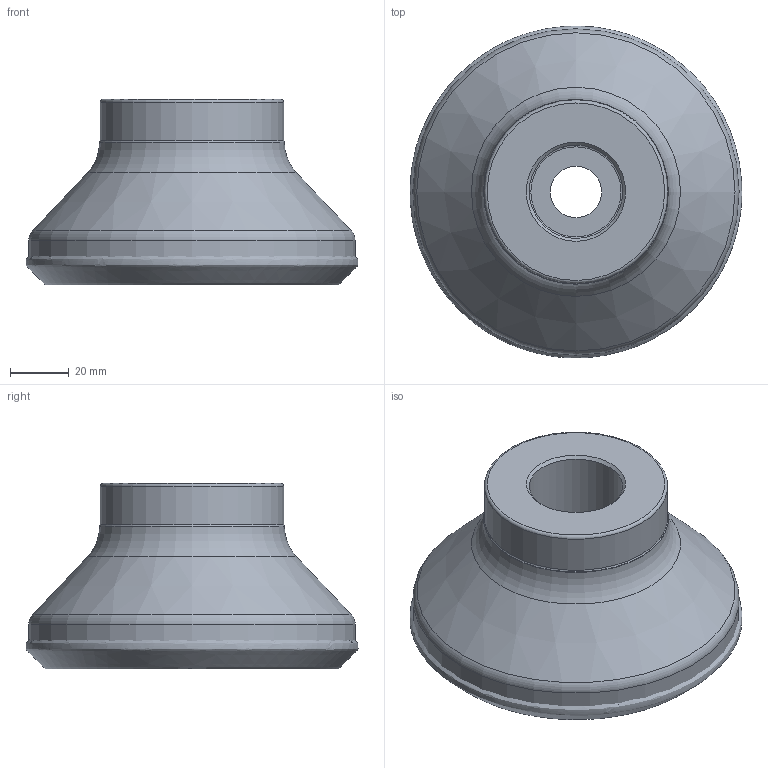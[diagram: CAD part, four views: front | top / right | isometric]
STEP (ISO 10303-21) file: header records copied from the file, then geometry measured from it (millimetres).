
FILE_DESCRIPTION(/* description */ (''),/* implementation_level */ '2;1');
FILE_NAME(/* name */ 'toolassembly_1.stp',/* time_stamp */ '2019-05-02T16:36:21+02:00',/* author */ (''),/* organization */ ('SMS'),/* preprocessor_version */ 'ST-DEVELOPER v15',/* originating_system */ 'SIEMENS PLM Software NX 8.5',/* authorisation */ '');
FILE_SCHEMA (('AUTOMOTIVE_DESIGN { 1 0 10303 214 3 1 1 1 }'));
Length unit declared in the file: millimetre
Products named in the file (4): CUT_20190502163531; NOCUT_20190502163506; ASSEMBLY_CONSTRUCTION; TOOLASSEMBLY_1
Assembly tree (3 placements, depth 2):
  TOOLASSEMBLY_1
    ASSEMBLY_CONSTRUCTION
    NOCUT_20190502163506
    CUT_20190502163531
Bounding box: 112.89 x 112.93 x 63.01 mm (x, y, z)
Volume: 327041.8 mm3; surface area: 50420.3 mm2
Topology: 2 solids, 2 shells, 35 faces, 76 edges, 62 vertices
Faces by surface type: torus 14, cone 8, cylinder 7, plane 5, bspline 1
Full cylindrical faces by diameter (mm): 17.5 x1, 31.762 x1, 32.25 x1, 46 x1, 62.386 x1, 62.886 x1, 111 x1
Entity records: 9793 total; most frequent: CARTESIAN_POINT 8924, DIRECTION 174, AXIS2_PLACEMENT_3D 87, FACE_BOUND 69, EDGE_LOOP 68, ORIENTED_EDGE 68, ADVANCED_FACE 35, VERTEX_POINT 35
